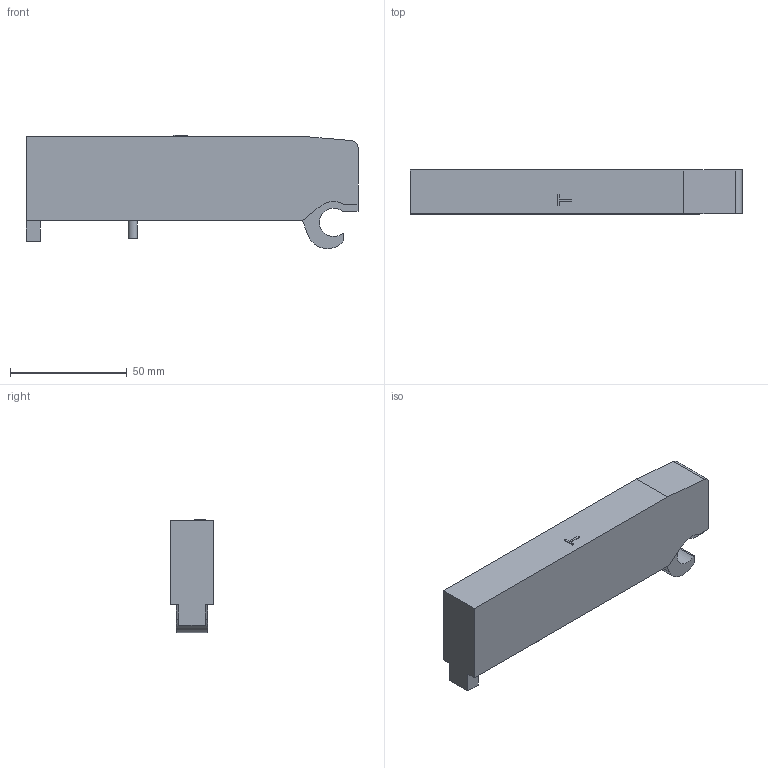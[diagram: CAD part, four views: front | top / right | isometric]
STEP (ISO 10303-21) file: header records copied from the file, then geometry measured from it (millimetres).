
FILE_DESCRIPTION((''),'2;1');
FILE_NAME('2530_00.stp','2009-04-16T16:21:13',('brembcl1'),(''),'Autodesk Inventor 2009','Autodesk Inventor 2009','');
FILE_SCHEMA(('AUTOMOTIVE_DESIGN { 1 0 10303 214 1 1 1 1 }'));
Length unit declared in the file: millimetre
Products named in the file (1): 2530_00
Bounding box: 142.2 x 18.8 x 48.52 mm (x, y, z)
Volume: 96963 mm3; surface area: 17860 mm2
Topology: 1 solids, 1 shells, 37 faces, 97 edges, 64 vertices
Faces by surface type: plane 31, cylinder 6
Full cylindrical faces by diameter (mm): 4 x1
Entity records: 1177 total; most frequent: CARTESIAN_POINT 198, ORIENTED_EDGE 192, DIRECTION 184, EDGE_CURVE 96, VECTOR 84, LINE 84, VERTEX_POINT 64, AXIS2_PLACEMENT_3D 50
